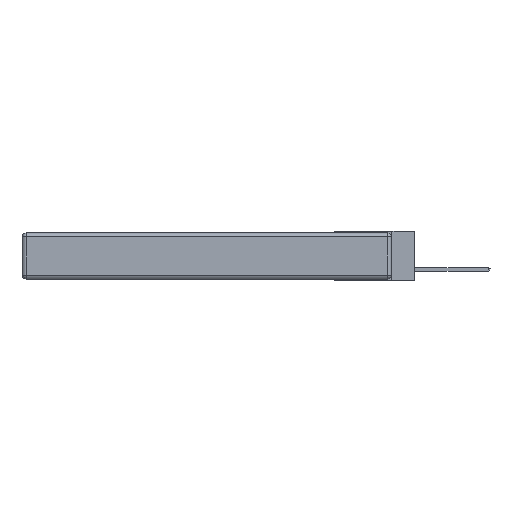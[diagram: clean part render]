
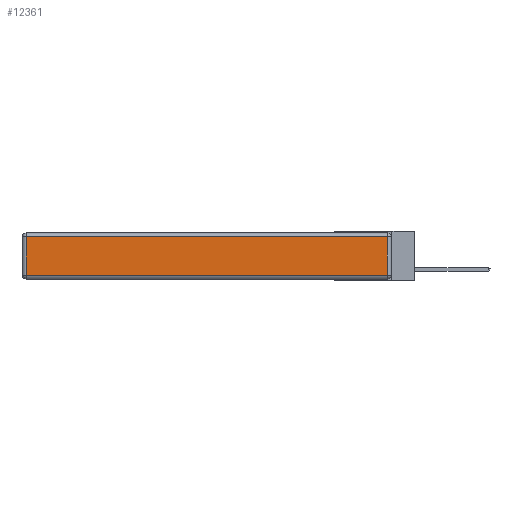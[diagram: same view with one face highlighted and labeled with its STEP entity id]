
A CAD part, left-side view. The second image highlights one B-rep face of the part: STEP entity #12361.
In plain terms, the highlighted planar face has unit normal (-1, 0, 0).
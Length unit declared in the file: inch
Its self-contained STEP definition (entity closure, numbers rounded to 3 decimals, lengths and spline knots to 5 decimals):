
#197 = VERTEX_POINT ( 'NONE', #10319 ) ;
#281 = CARTESIAN_POINT ( 'NONE',  ( 0., 2.72, -0.343 ) ) ;
#294 = DIRECTION ( 'NONE',  ( 0., -1., 0. ) ) ;
#1141 = VERTEX_POINT ( 'NONE', #3515 ) ;
#2284 = ORIENTED_EDGE ( 'NONE', *, *, #2614, .T. ) ;
#2614 = EDGE_CURVE ( 'NONE', #1141, #197, #7495, .T. ) ;
#3148 = ORIENTED_EDGE ( 'NONE', *, *, #13524, .T. ) ;
#3515 = CARTESIAN_POINT ( 'NONE',  ( 0., 2.72, -0.313 ) ) ;
#3552 = VECTOR ( 'NONE', #8742, 39.37008 ) ;
#3673 = VERTEX_POINT ( 'NONE', #12587 ) ;
#3861 = CARTESIAN_POINT ( 'NONE',  ( 0., 0., -0.343 ) ) ;
#3960 = CARTESIAN_POINT ( 'NONE',  ( 0., 2.72, -0.03 ) ) ;
#5013 = AXIS2_PLACEMENT_3D ( 'NONE', #3861, #8388, #6021 ) ;
#6021 = DIRECTION ( 'NONE',  ( 0., 0., 1. ) ) ;
#6089 = VECTOR ( 'NONE', #294, 39.37008 ) ;
#6715 = VECTOR ( 'NONE', #13554, 39.37008 ) ;
#7091 = PLANE ( 'NONE',  #5013 ) ;
#7495 = LINE ( 'NONE', #12695, #6089 ) ;
#8111 = CARTESIAN_POINT ( 'NONE',  ( 0., 2.75, -0.03 ) ) ;
#8388 = DIRECTION ( 'NONE',  ( -1., 0., 0. ) ) ;
#8469 = LINE ( 'NONE', #10754, #3552 ) ;
#8742 = DIRECTION ( 'NONE',  ( 0., 0., 1. ) ) ;
#8934 = VERTEX_POINT ( 'NONE', #3960 ) ;
#9011 = EDGE_CURVE ( 'NONE', #3673, #8934, #10756, .T. ) ;
#9052 = VECTOR ( 'NONE', #13902, 39.37008 ) ;
#9292 = EDGE_LOOP ( 'NONE', ( #2284, #3148, #12754, #11141 ) ) ;
#10319 = CARTESIAN_POINT ( 'NONE',  ( 0., 0.03, -0.313 ) ) ;
#10754 = CARTESIAN_POINT ( 'NONE',  ( 0., 0.03, -0.343 ) ) ;
#10756 = LINE ( 'NONE', #8111, #6715 ) ;
#11141 = ORIENTED_EDGE ( 'NONE', *, *, #11617, .T. ) ;
#11617 = EDGE_CURVE ( 'NONE', #8934, #1141, #12383, .T. ) ;
#12021 = FACE_OUTER_BOUND ( 'NONE', #9292, .T. ) ;
#12361 = ADVANCED_FACE ( 'NONE', ( #12021 ), #7091, .T. ) ;
#12383 = LINE ( 'NONE', #281, #9052 ) ;
#12587 = CARTESIAN_POINT ( 'NONE',  ( 0., 0.03, -0.03 ) ) ;
#12695 = CARTESIAN_POINT ( 'NONE',  ( 0., 0., -0.313 ) ) ;
#12754 = ORIENTED_EDGE ( 'NONE', *, *, #9011, .T. ) ;
#13524 = EDGE_CURVE ( 'NONE', #197, #3673, #8469, .T. ) ;
#13554 = DIRECTION ( 'NONE',  ( 0., 1., 0. ) ) ;
#13902 = DIRECTION ( 'NONE',  ( 0., 0., -1. ) ) ;
